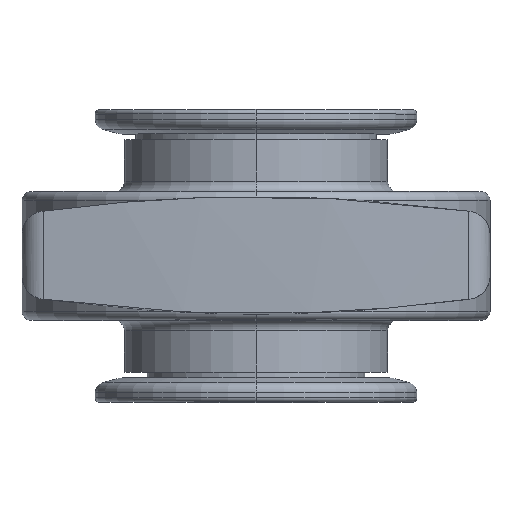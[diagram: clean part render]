
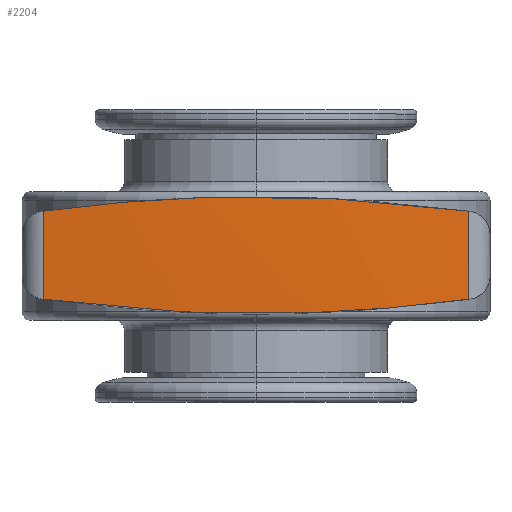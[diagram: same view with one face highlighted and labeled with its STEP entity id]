
A CAD part, top view. The second image highlights one B-rep face of the part: STEP entity #2204.
In plain terms, the highlighted cylindrical face has radius 401 mm (diameter 802 mm), a partial arc.
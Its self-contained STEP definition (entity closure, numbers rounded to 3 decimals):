
#5 = CARTESIAN_POINT ( 'NONE',  ( -0.762, -79.771, -237.28 ) ) ;
#35 = B_SPLINE_CURVE_WITH_KNOTS ( 'NONE', 3,
 ( #959, #1707, #209, #2426, #1448, #438, #938, #3188, #1183, #1438 ),
 .UNSPECIFIED., .F., .F.,
 ( 4, 2, 2, 2, 4 ),
 ( 0., 0.25, 0.5, 0.75, 1. ),
 .UNSPECIFIED. ) ;
#91 = CARTESIAN_POINT ( 'NONE',  ( 35.6, -7.295, 162.068 ) ) ;
#106 = VERTEX_POINT ( 'NONE', #91 ) ;
#113 = EDGE_LOOP ( 'NONE', ( #331, #1479, #212, #2621 ) ) ;
#114 = CARTESIAN_POINT ( 'NONE',  ( -31.145, -8.113, 162.612 ) ) ;
#136 = EDGE_CURVE ( 'NONE', #2530, #606, #3205, .T. ) ;
#209 = CARTESIAN_POINT ( 'NONE',  ( 23.52, 9.196, 163.03 ) ) ;
#212 = ORIENTED_EDGE ( 'NONE', *, *, #136, .F. ) ;
#331 = ORIENTED_EDGE ( 'NONE', *, *, #2834, .T. ) ;
#438 = CARTESIAN_POINT ( 'NONE',  ( -6.823, 10.229, 163.72 ) ) ;
#598 = CARTESIAN_POINT ( 'NONE',  ( 5.298, -9.771, 163.72 ) ) ;
#606 = VERTEX_POINT ( 'NONE', #678 ) ;
#608 = CARTESIAN_POINT ( 'NONE',  ( 23.52, -8.738, 163.03 ) ) ;
#646 = B_SPLINE_CURVE_WITH_KNOTS ( 'NONE', 3,
 ( #1308, #114, #2062, #3054, #828, #598, #2816, #608, #2102, #1090 ),
 .UNSPECIFIED., .F., .F.,
 ( 4, 2, 2, 2, 4 ),
 ( 0., 0.25, 0.5, 0.75, 1. ),
 .UNSPECIFIED. ) ;
#678 = CARTESIAN_POINT ( 'NONE',  ( -37.125, 7.752, 162.068 ) ) ;
#813 = DIRECTION ( 'NONE',  ( 0., 1., 0. ) ) ;
#819 = CARTESIAN_POINT ( 'NONE',  ( 35.6, -79.771, 162.068 ) ) ;
#828 = CARTESIAN_POINT ( 'NONE',  ( -6.823, -9.771, 163.72 ) ) ;
#833 = VECTOR ( 'NONE', #1534, 1000. ) ;
#938 = CARTESIAN_POINT ( 'NONE',  ( -12.964, 10.019, 163.58 ) ) ;
#955 = VERTEX_POINT ( 'NONE', #3072 ) ;
#959 = CARTESIAN_POINT ( 'NONE',  ( 35.6, 7.752, 162.068 ) ) ;
#1090 = CARTESIAN_POINT ( 'NONE',  ( 35.6, -7.295, 162.068 ) ) ;
#1183 = CARTESIAN_POINT ( 'NONE',  ( -31.145, 8.57, 162.612 ) ) ;
#1190 = EDGE_CURVE ( 'NONE', #955, #606, #35, .T. ) ;
#1258 = DIRECTION ( 'NONE',  ( 0., 0., -1. ) ) ;
#1308 = CARTESIAN_POINT ( 'NONE',  ( -37.125, -7.295, 162.068 ) ) ;
#1438 = CARTESIAN_POINT ( 'NONE',  ( -37.125, 7.752, 162.068 ) ) ;
#1443 = AXIS2_PLACEMENT_3D ( 'NONE', #5, #2477, #1258 ) ;
#1448 = CARTESIAN_POINT ( 'NONE',  ( 5.298, 10.229, 163.72 ) ) ;
#1479 = ORIENTED_EDGE ( 'NONE', *, *, #1190, .T. ) ;
#1534 = DIRECTION ( 'NONE',  ( 0., 1., 0. ) ) ;
#1707 = CARTESIAN_POINT ( 'NONE',  ( 29.62, 8.57, 162.612 ) ) ;
#2062 = CARTESIAN_POINT ( 'NONE',  ( -25.045, -8.738, 163.03 ) ) ;
#2072 = LINE ( 'NONE', #819, #833 ) ;
#2102 = CARTESIAN_POINT ( 'NONE',  ( 29.62, -8.113, 162.612 ) ) ;
#2204 = ADVANCED_FACE ( 'NONE', ( #2588 ), #3219, .T. ) ;
#2426 = CARTESIAN_POINT ( 'NONE',  ( 11.44, 10.019, 163.58 ) ) ;
#2477 = DIRECTION ( 'NONE',  ( 0., 1., 0. ) ) ;
#2530 = VERTEX_POINT ( 'NONE', #3224 ) ;
#2588 = FACE_OUTER_BOUND ( 'NONE', #113, .T. ) ;
#2621 = ORIENTED_EDGE ( 'NONE', *, *, #2837, .T. ) ;
#2786 = CARTESIAN_POINT ( 'NONE',  ( -37.125, -79.771, 162.068 ) ) ;
#2816 = CARTESIAN_POINT ( 'NONE',  ( 11.44, -9.562, 163.58 ) ) ;
#2834 = EDGE_CURVE ( 'NONE', #106, #955, #2072, .T. ) ;
#2837 = EDGE_CURVE ( 'NONE', #2530, #106, #646, .T. ) ;
#3054 = CARTESIAN_POINT ( 'NONE',  ( -12.964, -9.562, 163.58 ) ) ;
#3072 = CARTESIAN_POINT ( 'NONE',  ( 35.6, 7.752, 162.068 ) ) ;
#3125 = VECTOR ( 'NONE', #813, 1000. ) ;
#3188 = CARTESIAN_POINT ( 'NONE',  ( -25.045, 9.196, 163.03 ) ) ;
#3205 = LINE ( 'NONE', #2786, #3125 ) ;
#3219 = CYLINDRICAL_SURFACE ( 'NONE', #1443, 401. ) ;
#3224 = CARTESIAN_POINT ( 'NONE',  ( -37.125, -7.295, 162.068 ) ) ;
